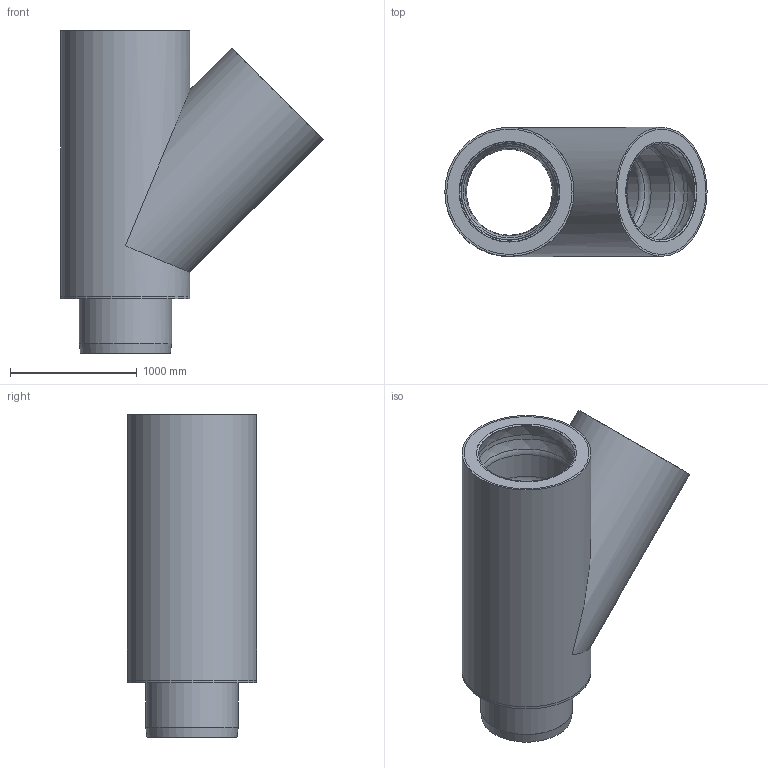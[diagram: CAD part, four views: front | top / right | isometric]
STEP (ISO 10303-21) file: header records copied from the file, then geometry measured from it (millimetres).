
FILE_DESCRIPTION(/* description */ (''),/* implementation_level */ '2;1');
FILE_NAME(/* name */ '58022.CC0X_3D.stp',/* time_stamp */ '2024-12-12T09:48:06+01:00',/* author */ ('CAD'),/* organization */ (''),/* preprocessor_version */ 'ST-DEVELOPER v20',/* originating_system */ 'AutoCAD Mechanical',/* authorisation */ '');
FILE_SCHEMA (('AUTOMOTIVE_DESIGN { 1 0 10303 214 3 1 1 }'));
Length unit declared in the file: centimetre
Products named in the file (2): Product; *S1
Assembly tree (1 placements, depth 2):
  Product
    *S1
Bounding box: 2072.71 x 1020 x 2550 mm (x, y, z)
Volume: 1223812876.4 mm3; surface area: 56536807.8 mm2
Topology: 8 solids, 8 shells, 138 faces, 353 edges, 222 vertices
Faces by surface type: cylinder 46, plane 34, cone 26, torus 20, bspline 12
Full cylindrical faces by diameter (mm): 40 x6, 100 x2, 698 x2, 730 x5, 760 x2, 792 x4, 810 x2, 842 x6, 990 x6, 1020 x3
Entity records: 5062 total; most frequent: CARTESIAN_POINT 1477, DIRECTION 831, ORIENTED_EDGE 702, AXIS2_PLACEMENT_3D 373, EDGE_CURVE 351, CIRCLE 221, VERTEX_POINT 218, EDGE_LOOP 157
